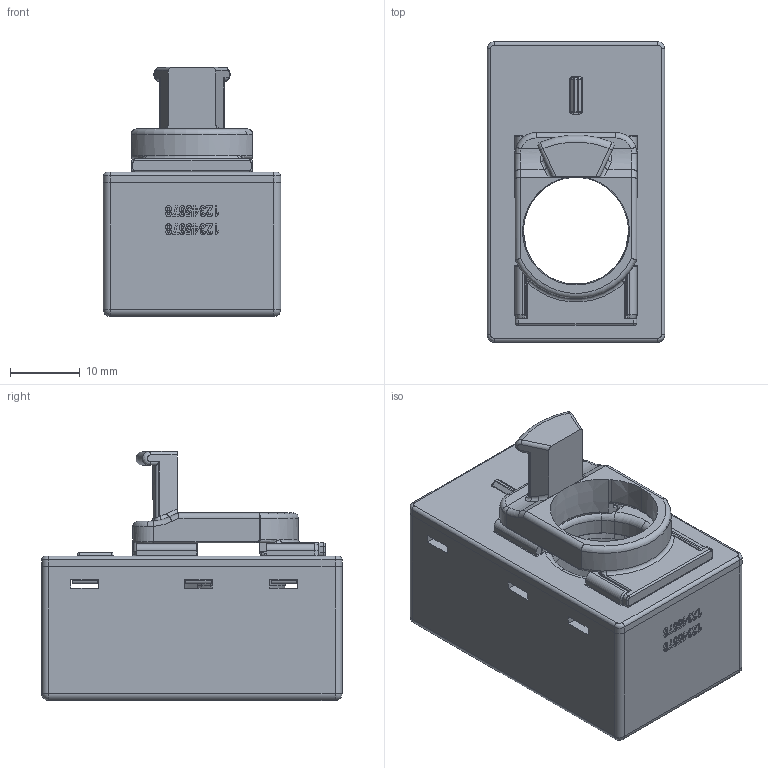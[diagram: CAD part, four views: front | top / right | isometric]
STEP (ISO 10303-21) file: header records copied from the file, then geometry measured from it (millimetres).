
FILE_DESCRIPTION (( 'STEP AP203' ), '1' );
FILE_NAME ('8880117.STEP', '2015-06-25T13:16:28', ( '' ), ( '' ), 'SwSTEP 2.0', 'SolidWorks 2015', '' );
FILE_SCHEMA (( 'CONFIG_CONTROL_DESIGN' ));
Length unit declared in the file: millimetre
Products named in the file (1): 8880117
Bounding box: 25.4 x 43.05 x 35.65 mm (x, y, z)
Surface area: 9012.9 mm2 (no closed solid volume)
Topology: 0 solids, 33 shells, 613 faces, 1916 edges, 1307 vertices
Faces by surface type: plane 239, cylinder 161, bspline 103, torus 75, cone 26, sphere 9
Entity records: 26053 total; most frequent: CARTESIAN_POINT 10328, ORIENTED_EDGE 3071, DIRECTION 3008, EDGE_CURVE 1902, VERTEX_POINT 1307, LINE 1038, VECTOR 1038, AXIS2_PLACEMENT_3D 985
